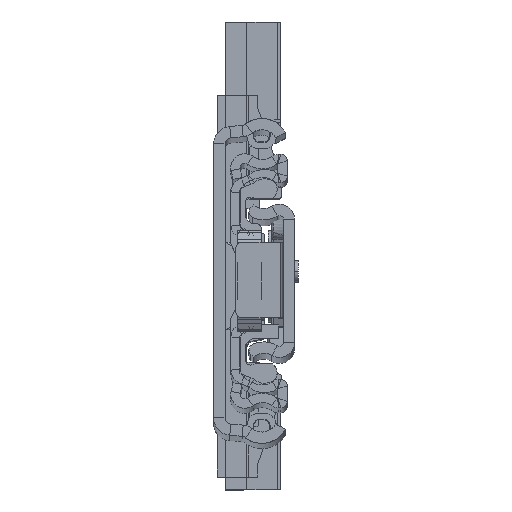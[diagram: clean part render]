
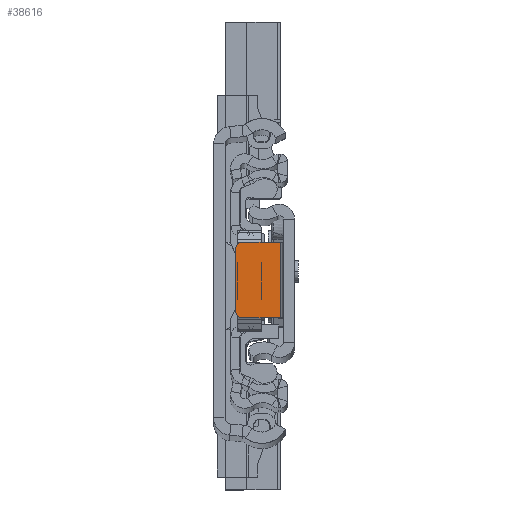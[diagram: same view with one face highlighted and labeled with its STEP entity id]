
A CAD part, top view. The second image highlights one B-rep face of the part: STEP entity #38616.
In plain terms, the highlighted planar face has unit normal (0, 0, 1).
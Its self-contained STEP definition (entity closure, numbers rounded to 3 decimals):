
#303 = LINE ( 'NONE', #37085, #33653 ) ;
#990 = VECTOR ( 'NONE', #37454, 1000. ) ;
#1639 = EDGE_CURVE ( 'NONE', #42658, #35527, #25473, .T. ) ;
#1869 = VERTEX_POINT ( 'NONE', #13222 ) ;
#2307 = ORIENTED_EDGE ( 'NONE', *, *, #20696, .F. ) ;
#2647 = AXIS2_PLACEMENT_3D ( 'NONE', #33037, #36914, #30003 ) ;
#3974 = LINE ( 'NONE', #7605, #23300 ) ;
#6576 = CARTESIAN_POINT ( 'NONE',  ( 0., 0., -6.8 ) ) ;
#7605 = CARTESIAN_POINT ( 'NONE',  ( -9.4, 6.151, -6.8 ) ) ;
#8687 = DIRECTION ( 'NONE',  ( 1., 0., 0. ) ) ;
#11027 = LINE ( 'NONE', #14265, #990 ) ;
#11708 = DIRECTION ( 'NONE',  ( 0., 0., 1. ) ) ;
#13222 = CARTESIAN_POINT ( 'NONE',  ( -2.3, 6.151, -6.8 ) ) ;
#13275 = ORIENTED_EDGE ( 'NONE', *, *, #22605, .F. ) ;
#14265 = CARTESIAN_POINT ( 'NONE',  ( -9.4, -5.849, -6.8 ) ) ;
#14924 = AXIS2_PLACEMENT_3D ( 'NONE', #6576, #32380, #16738 ) ;
#16244 = CARTESIAN_POINT ( 'NONE',  ( -2.3, 6.151, -6.8 ) ) ;
#16738 = DIRECTION ( 'NONE',  ( 1., 0., 0. ) ) ;
#19384 = FACE_OUTER_BOUND ( 'NONE', #39151, .T. ) ;
#19552 = VERTEX_POINT ( 'NONE', #41344 ) ;
#20681 = EDGE_CURVE ( 'NONE', #42658, #19552, #3974, .T. ) ;
#20696 = EDGE_CURVE ( 'NONE', #32932, #1869, #303, .T. ) ;
#21339 = EDGE_CURVE ( 'NONE', #1869, #29015, #42477, .T. ) ;
#21949 = ORIENTED_EDGE ( 'NONE', *, *, #20681, .F. ) ;
#22605 = EDGE_CURVE ( 'NONE', #29015, #35527, #11027, .T. ) ;
#23300 = VECTOR ( 'NONE', #26964, 1000. ) ;
#25473 = CIRCLE ( 'NONE', #30327, 1. ) ;
#26964 = DIRECTION ( 'NONE',  ( 0., 1., 0. ) ) ;
#27550 = CIRCLE ( 'NONE', #2647, 1. ) ;
#28576 = CARTESIAN_POINT ( 'NONE',  ( -9.4, -4.849, -6.8 ) ) ;
#29015 = VERTEX_POINT ( 'NONE', #35599 ) ;
#29943 = ORIENTED_EDGE ( 'NONE', *, *, #33852, .T. ) ;
#30003 = DIRECTION ( 'NONE',  ( 1., 0., 0. ) ) ;
#30327 = AXIS2_PLACEMENT_3D ( 'NONE', #37940, #11708, #8687 ) ;
#32329 = VECTOR ( 'NONE', #42688, 1000. ) ;
#32348 = CARTESIAN_POINT ( 'NONE',  ( -8.4, 6.151, -6.8 ) ) ;
#32380 = DIRECTION ( 'NONE',  ( 0., 0., 1. ) ) ;
#32932 = VERTEX_POINT ( 'NONE', #32348 ) ;
#33037 = CARTESIAN_POINT ( 'NONE',  ( -8.4, 5.151, -6.8 ) ) ;
#33653 = VECTOR ( 'NONE', #36681, 1000. ) ;
#33852 = EDGE_CURVE ( 'NONE', #32932, #19552, #27550, .T. ) ;
#34536 = ORIENTED_EDGE ( 'NONE', *, *, #21339, .F. ) ;
#35527 = VERTEX_POINT ( 'NONE', #39226 ) ;
#35599 = CARTESIAN_POINT ( 'NONE',  ( -2.3, -5.849, -6.8 ) ) ;
#36681 = DIRECTION ( 'NONE',  ( 1., 0., 0. ) ) ;
#36914 = DIRECTION ( 'NONE',  ( 0., 0., 1. ) ) ;
#37085 = CARTESIAN_POINT ( 'NONE',  ( -1.8, 6.151, -6.8 ) ) ;
#37224 = ORIENTED_EDGE ( 'NONE', *, *, #1639, .T. ) ;
#37454 = DIRECTION ( 'NONE',  ( -1., 0., 0. ) ) ;
#37940 = CARTESIAN_POINT ( 'NONE',  ( -8.4, -4.849, -6.8 ) ) ;
#38616 = ADVANCED_FACE ( 'NONE', ( #19384 ), #39074, .T. ) ;
#39074 = PLANE ( 'NONE',  #14924 ) ;
#39151 = EDGE_LOOP ( 'NONE', ( #21949, #37224, #13275, #34536, #2307, #29943 ) ) ;
#39226 = CARTESIAN_POINT ( 'NONE',  ( -8.4, -5.849, -6.8 ) ) ;
#41344 = CARTESIAN_POINT ( 'NONE',  ( -9.4, 5.151, -6.8 ) ) ;
#42477 = LINE ( 'NONE', #16244, #32329 ) ;
#42658 = VERTEX_POINT ( 'NONE', #28576 ) ;
#42688 = DIRECTION ( 'NONE',  ( 0., -1., 0. ) ) ;
